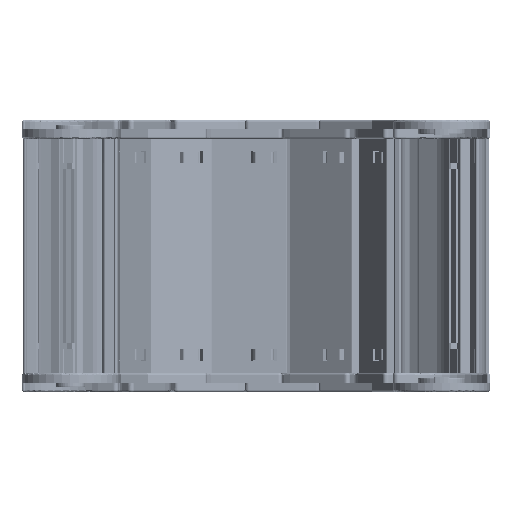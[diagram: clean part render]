
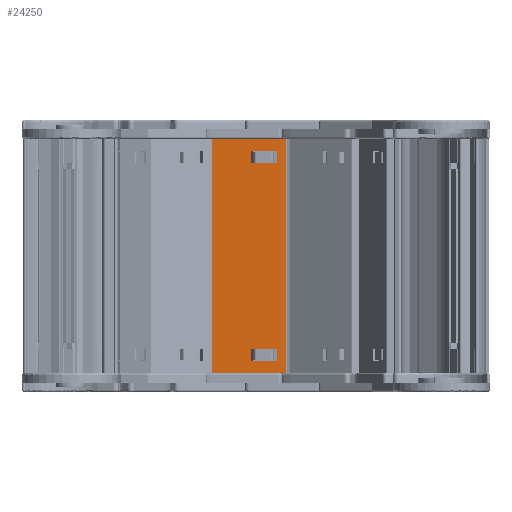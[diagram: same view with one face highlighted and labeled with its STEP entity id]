
A CAD part, left-side view. The second image highlights one B-rep face of the part: STEP entity #24250.
In plain terms, the highlighted face is planar.
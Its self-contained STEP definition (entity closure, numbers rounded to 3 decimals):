
#261 = CARTESIAN_POINT ( 'NONE',  ( -40.943, 121.399, -25.416 ) ) ;
#506 = VERTEX_POINT ( 'NONE', #27068 ) ;
#1070 = ORIENTED_EDGE ( 'NONE', *, *, #5435, .F. ) ;
#2989 = CARTESIAN_POINT ( 'NONE',  ( -63.423, 121.399, -32.166 ) ) ;
#3154 = VECTOR ( 'NONE', #35026, 1000. ) ;
#3687 = LINE ( 'NONE', #3927, #13344 ) ;
#3927 = CARTESIAN_POINT ( 'NONE',  ( -26.943, 121.399, 80.884 ) ) ;
#4602 = CARTESIAN_POINT ( 'NONE',  ( -40.943, 121.399, 87.184 ) ) ;
#5041 = EDGE_LOOP ( 'NONE', ( #12401, #20646, #22391, #33137 ) ) ;
#5435 = EDGE_CURVE ( 'NONE', #34365, #22438, #36570, .T. ) ;
#5892 = VECTOR ( 'NONE', #14889, 1000. ) ;
#5934 = LINE ( 'NONE', #17320, #8438 ) ;
#5978 = CARTESIAN_POINT ( 'NONE',  ( -63.423, 121.399, -32.166 ) ) ;
#7684 = EDGE_CURVE ( 'NONE', #36022, #36936, #9559, .T. ) ;
#7730 = VECTOR ( 'NONE', #15067, 1000. ) ;
#8386 = PLANE ( 'NONE',  #27348 ) ;
#8438 = VECTOR ( 'NONE', #10409, 1000. ) ;
#8770 = CARTESIAN_POINT ( 'NONE',  ( -26.943, 121.399, 87.184 ) ) ;
#9559 = LINE ( 'NONE', #20547, #34965 ) ;
#10088 = VERTEX_POINT ( 'NONE', #37146 ) ;
#10169 = VECTOR ( 'NONE', #31466, 1000. ) ;
#10353 = ORIENTED_EDGE ( 'NONE', *, *, #38560, .F. ) ;
#10409 = DIRECTION ( 'NONE',  ( 0., 0., -1. ) ) ;
#11250 = LINE ( 'NONE', #4602, #7730 ) ;
#11298 = LINE ( 'NONE', #28434, #32652 ) ;
#11348 = VERTEX_POINT ( 'NONE', #13363 ) ;
#11665 = CARTESIAN_POINT ( 'NONE',  ( -63.423, 121.399, 225.553 ) ) ;
#12000 = CARTESIAN_POINT ( 'NONE',  ( -40.943, 121.399, 87.184 ) ) ;
#12395 = ORIENTED_EDGE ( 'NONE', *, *, #12892, .F. ) ;
#12401 = ORIENTED_EDGE ( 'NONE', *, *, #33279, .F. ) ;
#12892 = EDGE_CURVE ( 'NONE', #20117, #22439, #37552, .T. ) ;
#13344 = VECTOR ( 'NONE', #13437, 1000. ) ;
#13363 = CARTESIAN_POINT ( 'NONE',  ( -26.943, 121.399, -19.116 ) ) ;
#13375 = DIRECTION ( 'NONE',  ( 0., 0., 1. ) ) ;
#13437 = DIRECTION ( 'NONE',  ( -1., 0., 0. ) ) ;
#14497 = DIRECTION ( 'NONE',  ( 0., 0., -1. ) ) ;
#14889 = DIRECTION ( 'NONE',  ( 0., 0., -1. ) ) ;
#15035 = CARTESIAN_POINT ( 'NONE',  ( -21.723, 121.399, 225.553 ) ) ;
#15067 = DIRECTION ( 'NONE',  ( 1., 0., 0. ) ) ;
#15629 = ORIENTED_EDGE ( 'NONE', *, *, #36885, .T. ) ;
#15652 = VECTOR ( 'NONE', #29785, 1000. ) ;
#15726 = CARTESIAN_POINT ( 'NONE',  ( -26.943, 121.399, 80.884 ) ) ;
#16288 = DIRECTION ( 'NONE',  ( -1., 0., 0. ) ) ;
#16533 = ORIENTED_EDGE ( 'NONE', *, *, #37972, .F. ) ;
#17144 = DIRECTION ( 'NONE',  ( 0., 0., 1. ) ) ;
#17320 = CARTESIAN_POINT ( 'NONE',  ( -26.943, 121.399, -25.416 ) ) ;
#17329 = ORIENTED_EDGE ( 'NONE', *, *, #26203, .F. ) ;
#17589 = ORIENTED_EDGE ( 'NONE', *, *, #35942, .F. ) ;
#18324 = LINE ( 'NONE', #5978, #3154 ) ;
#19812 = VERTEX_POINT ( 'NONE', #26356 ) ;
#20117 = VERTEX_POINT ( 'NONE', #39120 ) ;
#20547 = CARTESIAN_POINT ( 'NONE',  ( -40.943, 121.399, -19.116 ) ) ;
#20646 = ORIENTED_EDGE ( 'NONE', *, *, #26835, .F. ) ;
#20707 = LINE ( 'NONE', #29498, #15652 ) ;
#21376 = DIRECTION ( 'NONE',  ( 0., 0., -1. ) ) ;
#21441 = FACE_BOUND ( 'NONE', #5041, .T. ) ;
#22216 = CARTESIAN_POINT ( 'NONE',  ( -40.943, 121.399, -19.116 ) ) ;
#22391 = ORIENTED_EDGE ( 'NONE', *, *, #7684, .F. ) ;
#22439 = VERTEX_POINT ( 'NONE', #2989 ) ;
#22438 = VERTEX_POINT ( 'NONE', #15726 ) ;
#23824 = LINE ( 'NONE', #42058, #41644 ) ;
#24250 = ADVANCED_FACE ( 'NONE', ( #36700, #30102, #21441 ), #8386, .F. ) ;
#24599 = LINE ( 'NONE', #15035, #5892 ) ;
#26203 = EDGE_CURVE ( 'NONE', #19812, #27812, #23824, .T. ) ;
#26277 = CARTESIAN_POINT ( 'NONE',  ( -40.943, 121.399, -25.416 ) ) ;
#26356 = CARTESIAN_POINT ( 'NONE',  ( -40.943, 121.399, 80.884 ) ) ;
#26835 = EDGE_CURVE ( 'NONE', #36936, #11348, #20707, .T. ) ;
#27068 = CARTESIAN_POINT ( 'NONE',  ( -21.723, 121.399, 93.934 ) ) ;
#27348 = AXIS2_PLACEMENT_3D ( 'NONE', #34774, #40910, #21376 ) ;
#27812 = VERTEX_POINT ( 'NONE', #12000 ) ;
#28434 = CARTESIAN_POINT ( 'NONE',  ( -63.423, 121.399, 93.934 ) ) ;
#28459 = EDGE_LOOP ( 'NONE', ( #29816, #15629, #12395, #17589 ) ) ;
#28910 = VECTOR ( 'NONE', #14497, 1000. ) ;
#29498 = CARTESIAN_POINT ( 'NONE',  ( -26.943, 121.399, -19.116 ) ) ;
#29785 = DIRECTION ( 'NONE',  ( 1., 0., 0. ) ) ;
#29816 = ORIENTED_EDGE ( 'NONE', *, *, #33644, .T. ) ;
#30102 = FACE_BOUND ( 'NONE', #36173, .T. ) ;
#31466 = DIRECTION ( 'NONE',  ( 0., 0., -1. ) ) ;
#32652 = VECTOR ( 'NONE', #38547, 1000. ) ;
#32696 = VECTOR ( 'NONE', #16288, 1000. ) ;
#33137 = ORIENTED_EDGE ( 'NONE', *, *, #34657, .F. ) ;
#33271 = CARTESIAN_POINT ( 'NONE',  ( -26.943, 121.399, 87.184 ) ) ;
#33279 = EDGE_CURVE ( 'NONE', #11348, #10088, #5934, .T. ) ;
#33637 = VERTEX_POINT ( 'NONE', #40624 ) ;
#33644 = EDGE_CURVE ( 'NONE', #506, #33637, #24599, .T. ) ;
#34365 = VERTEX_POINT ( 'NONE', #33271 ) ;
#34657 = EDGE_CURVE ( 'NONE', #10088, #36022, #40873, .T. ) ;
#34774 = CARTESIAN_POINT ( 'NONE',  ( -63.423, 121.399, 225.553 ) ) ;
#34965 = VECTOR ( 'NONE', #17144, 1000. ) ;
#35026 = DIRECTION ( 'NONE',  ( -1., 0., 0. ) ) ;
#35942 = EDGE_CURVE ( 'NONE', #506, #20117, #11298, .T. ) ;
#36022 = VERTEX_POINT ( 'NONE', #26277 ) ;
#36173 = EDGE_LOOP ( 'NONE', ( #16533, #1070, #10353, #17329 ) ) ;
#36570 = LINE ( 'NONE', #8770, #10169 ) ;
#36700 = FACE_OUTER_BOUND ( 'NONE', #28459, .T. ) ;
#36885 = EDGE_CURVE ( 'NONE', #33637, #22439, #18324, .T. ) ;
#36936 = VERTEX_POINT ( 'NONE', #22216 ) ;
#37146 = CARTESIAN_POINT ( 'NONE',  ( -26.943, 121.399, -25.416 ) ) ;
#37552 = LINE ( 'NONE', #11665, #28910 ) ;
#37972 = EDGE_CURVE ( 'NONE', #22438, #19812, #3687, .T. ) ;
#38547 = DIRECTION ( 'NONE',  ( -1., 0., 0. ) ) ;
#38560 = EDGE_CURVE ( 'NONE', #27812, #34365, #11250, .T. ) ;
#39120 = CARTESIAN_POINT ( 'NONE',  ( -63.423, 121.399, 93.934 ) ) ;
#40624 = CARTESIAN_POINT ( 'NONE',  ( -21.723, 121.399, -32.166 ) ) ;
#40873 = LINE ( 'NONE', #261, #32696 ) ;
#40910 = DIRECTION ( 'NONE',  ( 0., -1., 0. ) ) ;
#41644 = VECTOR ( 'NONE', #13375, 1000. ) ;
#42058 = CARTESIAN_POINT ( 'NONE',  ( -40.943, 121.399, 80.884 ) ) ;
